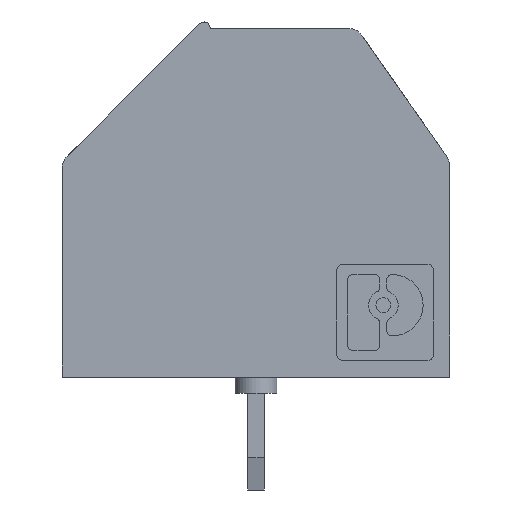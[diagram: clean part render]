
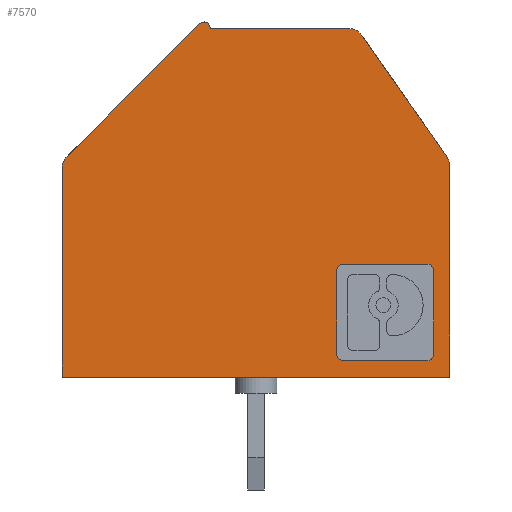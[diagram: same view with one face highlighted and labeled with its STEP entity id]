
A CAD part, left-side view. The second image highlights one B-rep face of the part: STEP entity #7570.
In plain terms, the highlighted face is planar.
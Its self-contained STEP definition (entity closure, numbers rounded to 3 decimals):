
#1050=CARTESIAN_POINT('',(40.692,14.838,-18.28));
#1060=DIRECTION('',(0.574,0.819,0.));
#1070=VECTOR('',#1060,1.);
#1080=LINE('',#1050,#1070);
#1090=CARTESIAN_POINT('',(40.692,14.838,-18.28));
#1100=VERTEX_POINT('',#1090);
#1110=CARTESIAN_POINT('',(43.323,18.596,-18.28));
#1120=VERTEX_POINT('',#1110);
#1130=EDGE_CURVE('',#1100,#1120,#1080,.T.);
#2030=CARTESIAN_POINT('',(41.101,14.551,-18.28));
#2040=DIRECTION('',(0.,0.,-1.));
#2050=DIRECTION('',(-1.,0.,0.));
#2060=AXIS2_PLACEMENT_3D('',#2030,#2040,#2050);
#2070=CIRCLE('',#2060,0.5);
#2080=CARTESIAN_POINT('',(40.601,14.551,-18.28));
#2090=VERTEX_POINT('',#2080);
#2100=EDGE_CURVE('',#2090,#1100,#2070,.T.);
#2350=CARTESIAN_POINT('',(40.601,8.009,-18.28));
#2360=DIRECTION('',(0.,1.,0.));
#2370=VECTOR('',#2360,1.);
#2380=LINE('',#2350,#2370);
#2390=CARTESIAN_POINT('',(40.601,8.009,-18.28));
#2400=VERTEX_POINT('',#2390);
#2410=EDGE_CURVE('',#2400,#2090,#2380,.T.);
#2710=CARTESIAN_POINT('',(52.601,8.009,-18.28));
#2720=VERTEX_POINT('',#2710);
#2750=CARTESIAN_POINT('',(52.601,8.009,-18.28));
#2760=DIRECTION('',(-1.,0.,0.));
#2770=VECTOR('',#2760,1.);
#2780=LINE('',#2750,#2770);
#2790=EDGE_CURVE('',#2720,#2400,#2780,.T.);
#3570=CARTESIAN_POINT('',(52.601,14.502,-18.28));
#3580=DIRECTION('',(0.,-1.,0.));
#3590=VECTOR('',#3580,1.);
#3600=LINE('',#3570,#3590);
#3610=CARTESIAN_POINT('',(52.601,14.502,-18.28));
#3620=VERTEX_POINT('',#3610);
#3630=EDGE_CURVE('',#3620,#2720,#3600,.T.);
#3930=CARTESIAN_POINT('',(52.455,14.855,-18.28));
#3940=VERTEX_POINT('',#3930);
#3970=CARTESIAN_POINT('',(52.101,14.502,-18.28));
#3980=DIRECTION('',(0.,0.,-1.));
#3990=DIRECTION('',(0.707,0.707,0.));
#4000=AXIS2_PLACEMENT_3D('',#3970,#3980,#3990);
#4010=CIRCLE('',#4000,0.5);
#4020=EDGE_CURVE('',#3940,#3620,#4010,.T.);
#4200=CARTESIAN_POINT('',(48.36,18.95,-18.28));
#4210=DIRECTION('',(0.707,-0.707,0.));
#4220=VECTOR('',#4210,1.);
#4230=LINE('',#4200,#4220);
#4240=CARTESIAN_POINT('',(48.36,18.95,-18.28));
#4250=VERTEX_POINT('',#4240);
#4260=EDGE_CURVE('',#4250,#3940,#4230,.T.);
#5920=CARTESIAN_POINT('',(48.019,18.809,-18.28));
#5930=VERTEX_POINT('',#5920);
#5960=CARTESIAN_POINT('',(48.219,18.809,-18.28));
#5970=DIRECTION('',(0.,0.,-1.));
#5980=DIRECTION('',(-1.,0.,0.));
#5990=AXIS2_PLACEMENT_3D('',#5960,#5970,#5980);
#6000=CIRCLE('',#5990,0.2);
#6010=EDGE_CURVE('',#5930,#4250,#6000,.T.);
#6190=CARTESIAN_POINT('',(43.733,18.809,-18.28));
#6200=DIRECTION('',(1.,0.,0.));
#6210=VECTOR('',#6200,1.);
#6220=LINE('',#6190,#6210);
#6230=CARTESIAN_POINT('',(43.733,18.809,-18.28));
#6240=VERTEX_POINT('',#6230);
#6250=EDGE_CURVE('',#6240,#5930,#6220,.T.);
#6500=CARTESIAN_POINT('',(43.733,18.309,-18.28));
#6510=DIRECTION('',(0.,0.,-1.));
#6520=DIRECTION('',(-0.819,0.574,0.));
#6530=AXIS2_PLACEMENT_3D('',#6500,#6510,#6520);
#6540=CIRCLE('',#6530,0.5);
#6550=EDGE_CURVE('',#1120,#6240,#6540,.T.);
#6700=CARTESIAN_POINT('',(0.,0.,-18.28));
#6710=DIRECTION('',(0.,0.,1.));
#6720=DIRECTION('',(1.,0.,0.));
#6730=AXIS2_PLACEMENT_3D('',#6700,#6710,#6720);
#6740=PLANE('',#6730);
#6750=ORIENTED_EDGE('',*,*,#2100,.T.);
#6760=ORIENTED_EDGE('',*,*,#2410,.T.);
#6770=ORIENTED_EDGE('',*,*,#2790,.T.);
#6780=ORIENTED_EDGE('',*,*,#3630,.T.);
#6790=ORIENTED_EDGE('',*,*,#4020,.T.);
#6800=ORIENTED_EDGE('',*,*,#4260,.T.);
#6810=ORIENTED_EDGE('',*,*,#6010,.T.);
#6820=ORIENTED_EDGE('',*,*,#6250,.T.);
#6830=ORIENTED_EDGE('',*,*,#6550,.T.);
#6840=ORIENTED_EDGE('',*,*,#1130,.T.);
#6850=EDGE_LOOP('',(#6840,#6830,#6820,#6810,#6800,#6790,#6780,#6770,
#6760,#6750));
#6860=FACE_OUTER_BOUND('',#6850,.T.);
#6870=CARTESIAN_POINT('',(41.312,11.509,-18.28));
#6880=DIRECTION('',(1.,0.,0.));
#6890=VECTOR('',#6880,1.);
#6900=LINE('',#6870,#6890);
#6910=CARTESIAN_POINT('',(41.312,11.509,-18.28));
#6920=VERTEX_POINT('',#6910);
#6930=CARTESIAN_POINT('',(43.891,11.509,-18.28));
#6940=VERTEX_POINT('',#6930);
#6950=EDGE_CURVE('',#6920,#6940,#6900,.T.);
#6960=ORIENTED_EDGE('',*,*,#6950,.F.);
#6970=CARTESIAN_POINT('',(43.891,11.298,-18.28));
#6980=DIRECTION('',(0.,0.,1.));
#6990=DIRECTION('',(1.,0.,0.));
#7000=AXIS2_PLACEMENT_3D('',#6970,#6980,#6990);
#7010=CIRCLE('',#7000,0.211);
#7020=CARTESIAN_POINT('',(44.101,11.298,-18.28));
#7030=VERTEX_POINT('',#7020);
#7040=EDGE_CURVE('',#7030,#6940,#7010,.T.);
#7050=ORIENTED_EDGE('',*,*,#7040,.T.);
#7060=CARTESIAN_POINT('',(44.101,11.298,-18.28));
#7070=DIRECTION('',(0.,-1.,0.));
#7080=VECTOR('',#7070,1.);
#7090=LINE('',#7060,#7080);
#7100=CARTESIAN_POINT('',(44.101,8.72,-18.28));
#7110=VERTEX_POINT('',#7100);
#7120=EDGE_CURVE('',#7030,#7110,#7090,.T.);
#7130=ORIENTED_EDGE('',*,*,#7120,.F.);
#7140=CARTESIAN_POINT('',(43.891,8.72,-18.28));
#7150=DIRECTION('',(0.,0.,1.));
#7160=DIRECTION('',(0.,-1.,0.));
#7170=AXIS2_PLACEMENT_3D('',#7140,#7150,#7160);
#7180=CIRCLE('',#7170,0.211);
#7190=CARTESIAN_POINT('',(43.891,8.509,-18.28));
#7200=VERTEX_POINT('',#7190);
#7210=EDGE_CURVE('',#7200,#7110,#7180,.T.);
#7220=ORIENTED_EDGE('',*,*,#7210,.T.);
#7230=CARTESIAN_POINT('',(41.312,8.509,-18.28));
#7240=DIRECTION('',(1.,0.,0.));
#7250=VECTOR('',#7240,1.);
#7260=LINE('',#7230,#7250);
#7270=CARTESIAN_POINT('',(41.312,8.509,-18.28));
#7280=VERTEX_POINT('',#7270);
#7290=EDGE_CURVE('',#7280,#7200,#7260,.T.);
#7300=ORIENTED_EDGE('',*,*,#7290,.T.);
#7310=CARTESIAN_POINT('',(41.312,8.72,-18.28));
#7320=DIRECTION('',(0.,0.,1.));
#7330=DIRECTION('',(-1.,0.,0.));
#7340=AXIS2_PLACEMENT_3D('',#7310,#7320,#7330);
#7350=CIRCLE('',#7340,0.211);
#7360=CARTESIAN_POINT('',(41.101,8.72,-18.28));
#7370=VERTEX_POINT('',#7360);
#7380=EDGE_CURVE('',#7370,#7280,#7350,.T.);
#7390=ORIENTED_EDGE('',*,*,#7380,.T.);
#7400=CARTESIAN_POINT('',(41.101,8.72,-18.28));
#7410=DIRECTION('',(0.,1.,0.));
#7420=VECTOR('',#7410,1.);
#7430=LINE('',#7400,#7420);
#7440=CARTESIAN_POINT('',(41.101,11.298,-18.28));
#7450=VERTEX_POINT('',#7440);
#7460=EDGE_CURVE('',#7370,#7450,#7430,.T.);
#7470=ORIENTED_EDGE('',*,*,#7460,.F.);
#7480=CARTESIAN_POINT('',(41.312,11.298,-18.28));
#7490=DIRECTION('',(0.,0.,1.));
#7500=DIRECTION('',(0.,1.,0.));
#7510=AXIS2_PLACEMENT_3D('',#7480,#7490,#7500);
#7520=CIRCLE('',#7510,0.211);
#7530=EDGE_CURVE('',#6920,#7450,#7520,.T.);
#7540=ORIENTED_EDGE('',*,*,#7530,.T.);
#7550=EDGE_LOOP('',(#7540,#7470,#7390,#7300,#7220,#7130,#7050,#6960));
#7560=FACE_BOUND('',#7550,.T.);
#7570=ADVANCED_FACE('',(#6860,#7560),#6740,.F.);
